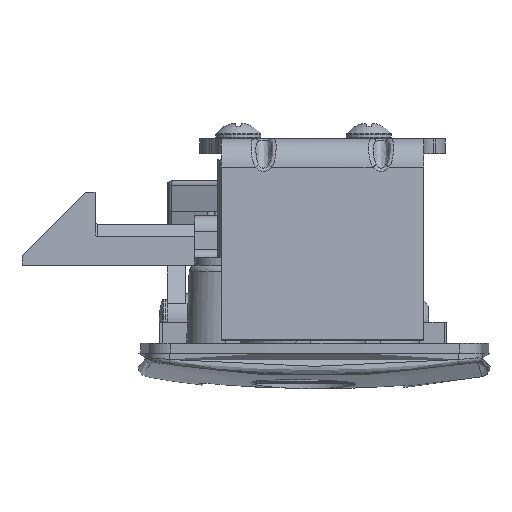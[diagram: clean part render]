
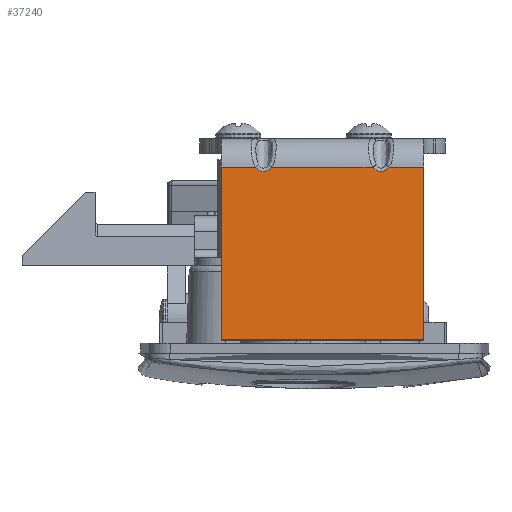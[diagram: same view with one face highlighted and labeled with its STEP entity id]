
A CAD part, front view. The second image highlights one B-rep face of the part: STEP entity #37240.
In plain terms, the highlighted face is planar.
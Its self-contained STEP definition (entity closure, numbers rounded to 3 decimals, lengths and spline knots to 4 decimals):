
#4765=FACE_OUTER_BOUND('',#6883,.T.);
#6883=EDGE_LOOP('',(#33925,#33926,#33927,#33928,#33929,#33930,#33931,#33932));
#10495=LINE('',#84199,#14091);
#10496=LINE('',#84421,#14092);
#10497=LINE('',#84423,#14093);
#10498=LINE('',#84425,#14094);
#10499=LINE('',#84427,#14095);
#10500=LINE('',#84428,#14096);
#14091=VECTOR('',#49971,0.3937);
#14092=VECTOR('',#49984,0.3937);
#14093=VECTOR('',#49985,0.3937);
#14094=VECTOR('',#49986,0.3937);
#14095=VECTOR('',#49987,0.3937);
#14096=VECTOR('',#49988,0.3937);
#14678=B_SPLINE_CURVE_WITH_KNOTS('',3,(#84110,#84111,#84112,#84113,#84114,
#84115,#84116,#84117),.UNSPECIFIED.,.F.,.F.,(4,1,1,1,1,4),(0.,0.0419,
0.0838,0.1675,0.2304,0.2932),
 .UNSPECIFIED.);
#14683=B_SPLINE_CURVE_WITH_KNOTS('',3,(#84246,#84247,#84248,#84249,#84250,
#84251,#84252,#84253),.UNSPECIFIED.,.F.,.F.,(4,1,1,1,1,4),(0.,0.0419,
0.0838,0.1675,0.2304,0.2932),
 .UNSPECIFIED.);
#18139=VERTEX_POINT('',#84057);
#18141=VERTEX_POINT('',#84108);
#18142=VERTEX_POINT('',#84190);
#18144=VERTEX_POINT('',#84244);
#18148=VERTEX_POINT('',#84420);
#18149=VERTEX_POINT('',#84422);
#18150=VERTEX_POINT('',#84424);
#18151=VERTEX_POINT('',#84426);
#23408=EDGE_CURVE('',#18141,#18139,#14678,.T.);
#23413=EDGE_CURVE('',#18142,#18141,#10495,.T.);
#23415=EDGE_CURVE('',#18144,#18142,#14683,.T.);
#23424=EDGE_CURVE('',#18148,#18144,#10496,.T.);
#23425=EDGE_CURVE('',#18148,#18149,#10497,.T.);
#23426=EDGE_CURVE('',#18149,#18150,#10498,.T.);
#23427=EDGE_CURVE('',#18150,#18151,#10499,.T.);
#23428=EDGE_CURVE('',#18139,#18151,#10500,.T.);
#33925=ORIENTED_EDGE('',*,*,#23408,.F.);
#33926=ORIENTED_EDGE('',*,*,#23413,.F.);
#33927=ORIENTED_EDGE('',*,*,#23415,.F.);
#33928=ORIENTED_EDGE('',*,*,#23424,.F.);
#33929=ORIENTED_EDGE('',*,*,#23425,.T.);
#33930=ORIENTED_EDGE('',*,*,#23426,.T.);
#33931=ORIENTED_EDGE('',*,*,#23427,.T.);
#33932=ORIENTED_EDGE('',*,*,#23428,.F.);
#35292=PLANE('',#40726);
#37240=ADVANCED_FACE('',(#4765),#35292,.T.);
#40726=AXIS2_PLACEMENT_3D('',#84419,#49982,#49983);
#49971=DIRECTION('',(0.,0.,-1.));
#49982=DIRECTION('center_axis',(0.053,-0.999,0.));
#49983=DIRECTION('ref_axis',(0.,0.,-1.));
#49984=DIRECTION('',(0.,0.,-1.));
#49985=DIRECTION('',(-0.999,-0.053,0.));
#49986=DIRECTION('',(0.,0.,-1.));
#49987=DIRECTION('',(0.999,0.053,0.));
#49988=DIRECTION('',(0.,0.,-1.));
#84057=CARTESIAN_POINT('',(-0.0805,-1.6134,-0.4029));
#84108=CARTESIAN_POINT('',(-0.0805,-1.6134,-0.3051));
#84110=CARTESIAN_POINT('Ctrl Pts',(-0.0805,-1.6134,
-0.3051));
#84111=CARTESIAN_POINT('Ctrl Pts',(-0.0848,-1.6136,
-0.3085));
#84112=CARTESIAN_POINT('Ctrl Pts',(-0.0929,-1.614,
-0.3161));
#84113=CARTESIAN_POINT('Ctrl Pts',(-0.1058,-1.6147,
-0.3342));
#84114=CARTESIAN_POINT('Ctrl Pts',(-0.1105,-1.615,
-0.36));
#84115=CARTESIAN_POINT('Ctrl Pts',(-0.0988,-1.6143,
-0.386));
#84116=CARTESIAN_POINT('Ctrl Pts',(-0.087,-1.6137,
-0.3978));
#84117=CARTESIAN_POINT('Ctrl Pts',(-0.0805,-1.6134,
-0.4029));
#84190=CARTESIAN_POINT('',(-0.0805,-1.6134,0.3051));
#84199=CARTESIAN_POINT('',(-0.0805,-1.6134,0.));
#84244=CARTESIAN_POINT('',(-0.0805,-1.6134,0.4029));
#84246=CARTESIAN_POINT('Ctrl Pts',(-0.0805,-1.6134,
0.4029));
#84247=CARTESIAN_POINT('Ctrl Pts',(-0.0848,-1.6136,
0.3995));
#84248=CARTESIAN_POINT('Ctrl Pts',(-0.0929,-1.614,
0.3919));
#84249=CARTESIAN_POINT('Ctrl Pts',(-0.1058,-1.6147,
0.3738));
#84250=CARTESIAN_POINT('Ctrl Pts',(-0.1105,-1.615,
0.348));
#84251=CARTESIAN_POINT('Ctrl Pts',(-0.0988,-1.6143,
0.322));
#84252=CARTESIAN_POINT('Ctrl Pts',(-0.087,-1.6137,
0.3102));
#84253=CARTESIAN_POINT('Ctrl Pts',(-0.0805,-1.6134,
0.3051));
#84419=CARTESIAN_POINT('Origin',(-0.0805,-1.6134,0.));
#84420=CARTESIAN_POINT('',(-0.0805,-1.6134,0.61));
#84421=CARTESIAN_POINT('',(-0.0805,-1.6134,0.));
#84422=CARTESIAN_POINT('',(-1.1202,-1.6684,0.61));
#84423=CARTESIAN_POINT('',(-0.0044,-1.6094,0.61));
#84424=CARTESIAN_POINT('',(-1.1202,-1.6684,-0.61));
#84425=CARTESIAN_POINT('',(-1.1202,-1.6684,0.));
#84426=CARTESIAN_POINT('',(-0.0805,-1.6134,-0.61));
#84427=CARTESIAN_POINT('',(0.0217,-1.608,-0.61));
#84428=CARTESIAN_POINT('',(-0.0805,-1.6134,0.));
